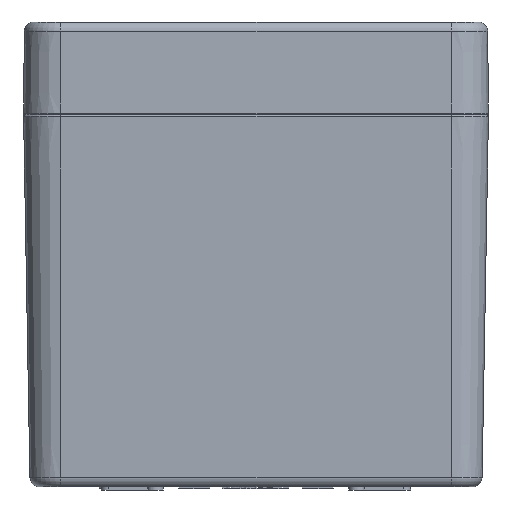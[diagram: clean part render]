
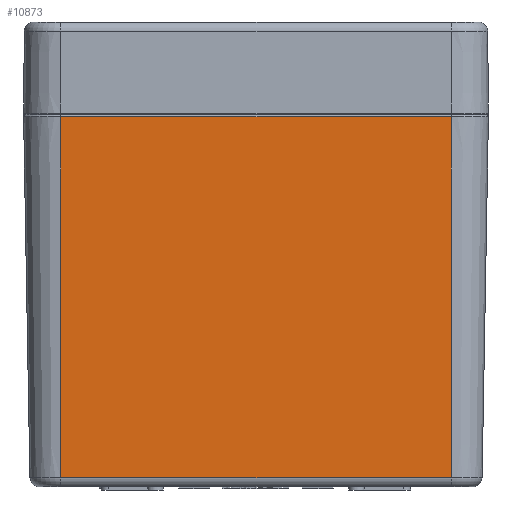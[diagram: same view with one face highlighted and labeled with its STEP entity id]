
A CAD part, left-side view. The second image highlights one B-rep face of the part: STEP entity #10873.
In plain terms, the highlighted planar face has unit normal (-1, 0, -0.018).
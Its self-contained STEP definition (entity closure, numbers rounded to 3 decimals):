
#4774=CARTESIAN_POINT('',(-94.995,-31.5,-0.305));
#4775=VERTEX_POINT('',#4774);
#4800=CARTESIAN_POINT('',(-94.995,31.5,-0.305));
#4801=VERTEX_POINT('',#4800);
#4809=CARTESIAN_POINT('',(-94.995,31.5,-0.305));
#4810=DIRECTION('',(0.0,-1.0,0.0));
#4811=VECTOR('',#4810,63.);
#4812=LINE('',#4809,#4811);
#4813=EDGE_CURVE('',#4801,#4775,#4812,.T.);
#10704=CARTESIAN_POINT('',(-93.978,-31.5,-58.526));
#10705=VERTEX_POINT('',#10704);
#10748=CARTESIAN_POINT('',(-93.978,31.5,-58.526));
#10749=VERTEX_POINT('',#10748);
#10759=CARTESIAN_POINT('',(-93.978,-31.5,-58.526));
#10760=DIRECTION('',(0.0,1.0,0.0));
#10761=VECTOR('',#10760,63.);
#10762=LINE('',#10759,#10761);
#10763=EDGE_CURVE('',#10705,#10749,#10762,.T.);
#10848=CARTESIAN_POINT('',(-94.995,31.5,-0.305));
#10849=DIRECTION('',(0.017,0.0,-1.));
#10850=VECTOR('',#10849,58.23);
#10851=LINE('',#10848,#10850);
#10852=EDGE_CURVE('',#4801,#10749,#10851,.T.);
#10857=CARTESIAN_POINT('',(-95.,31.5,0.0));
#10858=DIRECTION('',(-1.,0.0,-0.017));
#10859=DIRECTION('',(0.0,1.0,0.0));
#10860=AXIS2_PLACEMENT_3D('',#10857,#10858,#10859);
#10861=PLANE('',#10860);
#10862=ORIENTED_EDGE('',*,*,#4813,.F.);
#10863=ORIENTED_EDGE('',*,*,#10852,.T.);
#10864=ORIENTED_EDGE('',*,*,#10763,.F.);
#10865=CARTESIAN_POINT('',(-94.995,-31.5,-0.305));
#10866=DIRECTION('',(0.017,0.0,-1.));
#10867=VECTOR('',#10866,58.23);
#10868=LINE('',#10865,#10867);
#10869=EDGE_CURVE('',#4775,#10705,#10868,.T.);
#10870=ORIENTED_EDGE('',*,*,#10869,.F.);
#10871=EDGE_LOOP('',(#10862,#10863,#10864,#10870));
#10872=FACE_OUTER_BOUND('',#10871,.T.);
#10873=ADVANCED_FACE('',(#10872),#10861,.T.);
